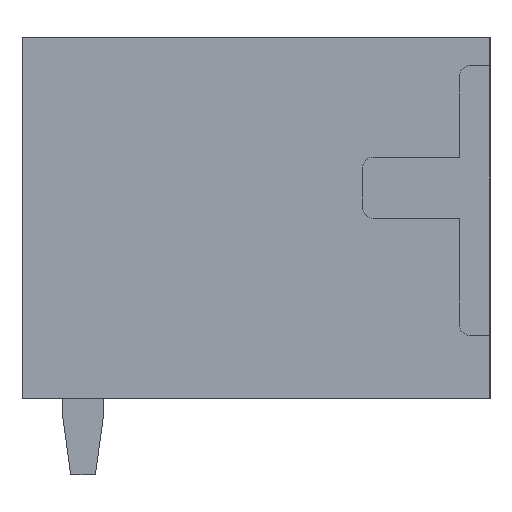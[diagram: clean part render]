
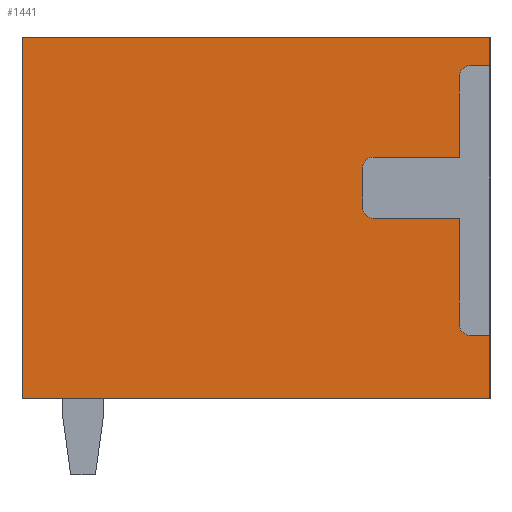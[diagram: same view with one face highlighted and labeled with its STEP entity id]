
A CAD part, left-side view. The second image highlights one B-rep face of the part: STEP entity #1441.
In plain terms, the highlighted planar face has unit normal (-1, 0, 0).
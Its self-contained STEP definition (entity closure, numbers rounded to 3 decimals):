
#1334=AXIS2_PLACEMENT_3D('Plane Axis2P3D',#1331,#1332,#1333) ;
#1357=AXIS2_PLACEMENT_3D('Circle Axis2P3D',#1355,#1356,$) ;
#1378=AXIS2_PLACEMENT_3D('Circle Axis2P3D',#1376,#1377,$) ;
#1392=AXIS2_PLACEMENT_3D('Circle Axis2P3D',#1390,#1391,$) ;
#1413=AXIS2_PLACEMENT_3D('Circle Axis2P3D',#1411,#1412,$) ;
#77=CARTESIAN_POINT('Vertex',(0.3,0.,8.6)) ;
#80=CARTESIAN_POINT('Line Origine',(0.3,0.,8.32)) ;
#84=CARTESIAN_POINT('Vertex',(0.3,0.,8.04)) ;
#105=CARTESIAN_POINT('Vertex',(0.3,0.,2.74)) ;
#108=CARTESIAN_POINT('Line Origine',(0.3,0.,2.12)) ;
#112=CARTESIAN_POINT('Vertex',(0.3,0.,1.5)) ;
#1315=CARTESIAN_POINT('Vertex',(0.3,9.2,8.6)) ;
#1318=CARTESIAN_POINT('Line Origine',(0.3,4.6,8.6)) ;
#1331=CARTESIAN_POINT('Axis2P3D Location',(0.3,0.,0.)) ;
#1336=CARTESIAN_POINT('Line Origine',(0.3,9.2,5.05)) ;
#1340=CARTESIAN_POINT('Vertex',(0.3,9.2,1.5)) ;
#1343=CARTESIAN_POINT('Line Origine',(0.3,4.6,1.5)) ;
#1348=CARTESIAN_POINT('Line Origine',(0.3,0.2,2.74)) ;
#1352=CARTESIAN_POINT('Vertex',(0.3,0.4,2.74)) ;
#1355=CARTESIAN_POINT('Axis2P3D Location',(0.3,0.4,2.94)) ;
#1359=CARTESIAN_POINT('Vertex',(0.3,0.6,2.94)) ;
#1362=CARTESIAN_POINT('Line Origine',(0.3,0.6,3.99)) ;
#1366=CARTESIAN_POINT('Vertex',(0.3,0.6,5.04)) ;
#1369=CARTESIAN_POINT('Line Origine',(0.3,1.45,5.04)) ;
#1373=CARTESIAN_POINT('Vertex',(0.3,2.3,5.04)) ;
#1376=CARTESIAN_POINT('Axis2P3D Location',(0.3,2.3,5.24)) ;
#1380=CARTESIAN_POINT('Vertex',(0.3,2.5,5.24)) ;
#1383=CARTESIAN_POINT('Line Origine',(0.3,2.5,5.64)) ;
#1387=CARTESIAN_POINT('Vertex',(0.3,2.5,6.04)) ;
#1390=CARTESIAN_POINT('Axis2P3D Location',(0.3,2.3,6.04)) ;
#1394=CARTESIAN_POINT('Vertex',(0.3,2.3,6.24)) ;
#1397=CARTESIAN_POINT('Line Origine',(0.3,1.45,6.24)) ;
#1401=CARTESIAN_POINT('Vertex',(0.3,0.6,6.24)) ;
#1404=CARTESIAN_POINT('Line Origine',(0.3,0.6,7.04)) ;
#1408=CARTESIAN_POINT('Vertex',(0.3,0.6,7.84)) ;
#1411=CARTESIAN_POINT('Axis2P3D Location',(0.3,0.4,7.84)) ;
#1415=CARTESIAN_POINT('Vertex',(0.3,0.4,8.04)) ;
#1418=CARTESIAN_POINT('Line Origine',(0.3,0.2,8.04)) ;
#81=DIRECTION('Vector Direction',(0.,0.,-1.)) ;
#109=DIRECTION('Vector Direction',(0.,0.,-1.)) ;
#1319=DIRECTION('Vector Direction',(0.,-1.,0.)) ;
#1332=DIRECTION('Axis2P3D Direction',(-1.,0.,0.)) ;
#1333=DIRECTION('Axis2P3D XDirection',(0.,-1.,0.)) ;
#1337=DIRECTION('Vector Direction',(0.,0.,1.)) ;
#1344=DIRECTION('Vector Direction',(0.,1.,0.)) ;
#1349=DIRECTION('Vector Direction',(0.,-1.,0.)) ;
#1356=DIRECTION('Axis2P3D Direction',(-1.,0.,0.)) ;
#1363=DIRECTION('Vector Direction',(0.,0.,-1.)) ;
#1370=DIRECTION('Vector Direction',(0.,-1.,0.)) ;
#1377=DIRECTION('Axis2P3D Direction',(-1.,0.,0.)) ;
#1384=DIRECTION('Vector Direction',(0.,0.,-1.)) ;
#1391=DIRECTION('Axis2P3D Direction',(-1.,0.,0.)) ;
#1398=DIRECTION('Vector Direction',(0.,1.,0.)) ;
#1405=DIRECTION('Vector Direction',(0.,0.,-1.)) ;
#1412=DIRECTION('Axis2P3D Direction',(-1.,0.,0.)) ;
#1419=DIRECTION('Vector Direction',(0.,1.,0.)) ;
#82=VECTOR('Line Direction',#81,1.) ;
#110=VECTOR('Line Direction',#109,1.) ;
#1320=VECTOR('Line Direction',#1319,1.) ;
#1338=VECTOR('Line Direction',#1337,1.) ;
#1345=VECTOR('Line Direction',#1344,1.) ;
#1350=VECTOR('Line Direction',#1349,1.) ;
#1364=VECTOR('Line Direction',#1363,1.) ;
#1371=VECTOR('Line Direction',#1370,1.) ;
#1385=VECTOR('Line Direction',#1384,1.) ;
#1399=VECTOR('Line Direction',#1398,1.) ;
#1406=VECTOR('Line Direction',#1405,1.) ;
#1420=VECTOR('Line Direction',#1419,1.) ;
#1424=ORIENTED_EDGE('',*,*,#86,.T.) ;
#1425=ORIENTED_EDGE('',*,*,#1322,.T.) ;
#1426=ORIENTED_EDGE('',*,*,#1342,.T.) ;
#1427=ORIENTED_EDGE('',*,*,#1347,.T.) ;
#1428=ORIENTED_EDGE('',*,*,#114,.T.) ;
#1429=ORIENTED_EDGE('',*,*,#1354,.T.) ;
#1430=ORIENTED_EDGE('',*,*,#1361,.T.) ;
#1431=ORIENTED_EDGE('',*,*,#1368,.T.) ;
#1432=ORIENTED_EDGE('',*,*,#1375,.T.) ;
#1433=ORIENTED_EDGE('',*,*,#1382,.T.) ;
#1434=ORIENTED_EDGE('',*,*,#1389,.T.) ;
#1435=ORIENTED_EDGE('',*,*,#1396,.T.) ;
#1436=ORIENTED_EDGE('',*,*,#1403,.T.) ;
#1437=ORIENTED_EDGE('',*,*,#1410,.T.) ;
#1438=ORIENTED_EDGE('',*,*,#1417,.T.) ;
#1439=ORIENTED_EDGE('',*,*,#1422,.T.) ;
#1441=ADVANCED_FACE('HOUSING',(#1440),#1335,.T.) ;
#1358=CIRCLE('generated circle',#1357,0.2) ;
#1379=CIRCLE('generated circle',#1378,0.2) ;
#1393=CIRCLE('generated circle',#1392,0.2) ;
#1414=CIRCLE('generated circle',#1413,0.2) ;
#86=EDGE_CURVE('',#85,#78,#83,.F.) ;
#114=EDGE_CURVE('',#113,#106,#111,.F.) ;
#1322=EDGE_CURVE('',#78,#1316,#1321,.F.) ;
#1342=EDGE_CURVE('',#1316,#1341,#1339,.F.) ;
#1347=EDGE_CURVE('',#1341,#113,#1346,.F.) ;
#1354=EDGE_CURVE('',#106,#1353,#1351,.F.) ;
#1361=EDGE_CURVE('',#1353,#1360,#1358,.F.) ;
#1368=EDGE_CURVE('',#1360,#1367,#1365,.F.) ;
#1375=EDGE_CURVE('',#1367,#1374,#1372,.F.) ;
#1382=EDGE_CURVE('',#1374,#1381,#1379,.F.) ;
#1389=EDGE_CURVE('',#1381,#1388,#1386,.F.) ;
#1396=EDGE_CURVE('',#1388,#1395,#1393,.F.) ;
#1403=EDGE_CURVE('',#1395,#1402,#1400,.F.) ;
#1410=EDGE_CURVE('',#1402,#1409,#1407,.F.) ;
#1417=EDGE_CURVE('',#1409,#1416,#1414,.F.) ;
#1422=EDGE_CURVE('',#1416,#85,#1421,.F.) ;
#1423=EDGE_LOOP('',(#1424,#1425,#1426,#1427,#1428,#1429,#1430,#1431,#1432,#1433,#1434,#1435,#1436,#1437,#1438,#1439)) ;
#1440=FACE_OUTER_BOUND('',#1423,.T.) ;
#83=LINE('Line',#80,#82) ;
#111=LINE('Line',#108,#110) ;
#1321=LINE('Line',#1318,#1320) ;
#1339=LINE('Line',#1336,#1338) ;
#1346=LINE('Line',#1343,#1345) ;
#1351=LINE('Line',#1348,#1350) ;
#1365=LINE('Line',#1362,#1364) ;
#1372=LINE('Line',#1369,#1371) ;
#1386=LINE('Line',#1383,#1385) ;
#1400=LINE('Line',#1397,#1399) ;
#1407=LINE('Line',#1404,#1406) ;
#1421=LINE('Line',#1418,#1420) ;
#1335=PLANE('',#1334) ;
#78=VERTEX_POINT('',#77) ;
#85=VERTEX_POINT('',#84) ;
#106=VERTEX_POINT('',#105) ;
#113=VERTEX_POINT('',#112) ;
#1316=VERTEX_POINT('',#1315) ;
#1341=VERTEX_POINT('',#1340) ;
#1353=VERTEX_POINT('',#1352) ;
#1360=VERTEX_POINT('',#1359) ;
#1367=VERTEX_POINT('',#1366) ;
#1374=VERTEX_POINT('',#1373) ;
#1381=VERTEX_POINT('',#1380) ;
#1388=VERTEX_POINT('',#1387) ;
#1395=VERTEX_POINT('',#1394) ;
#1402=VERTEX_POINT('',#1401) ;
#1409=VERTEX_POINT('',#1408) ;
#1416=VERTEX_POINT('',#1415) ;
